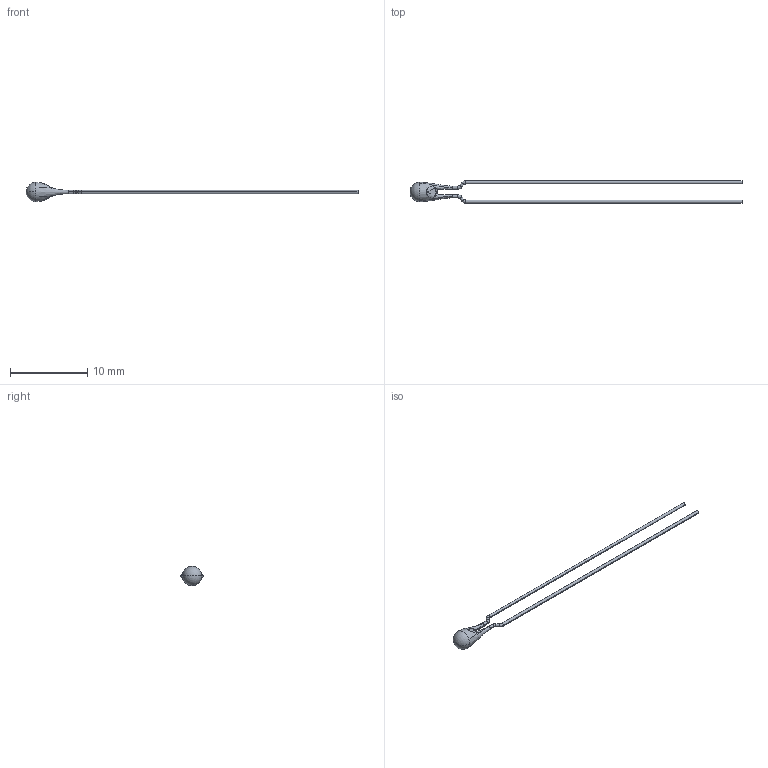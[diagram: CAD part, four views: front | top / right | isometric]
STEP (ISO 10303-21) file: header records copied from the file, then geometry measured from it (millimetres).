
FILE_DESCRIPTION((''),'2;1');
FILE_NAME('S871','2021-06-14T11:48:00',('ED9772'),(''),'CREO PARAMETRIC BY PTC INC, 2017380','CREO PARAMETRIC BY PTC INC, 2017380','');
FILE_SCHEMA(('CONFIG_CONTROL_DESIGN','SHAPE_APPEARANCE_LAYERS_GROUPS'));
Length unit declared in the file: millimetre
Products named in the file (1): S871
Bounding box: 43 x 2.9 x 2.5 mm (x, y, z)
Volume: 22.9 mm3; surface area: 128.7 mm2
Topology: 1 solids, 1 shells, 59 faces, 130 edges, 73 vertices
Faces by surface type: bspline 26, cylinder 16, torus 9, plane 6, sphere 2
Entity records: 3730 total; most frequent: CARTESIAN_POINT 2077, ORIENTED_EDGE 256, COLOUR_RGB 233, DIRECTION 194, EDGE_CURVE 128, AXIS2_PLACEMENT_3D 87, VERTEX_POINT 73, EDGE_LOOP 61
